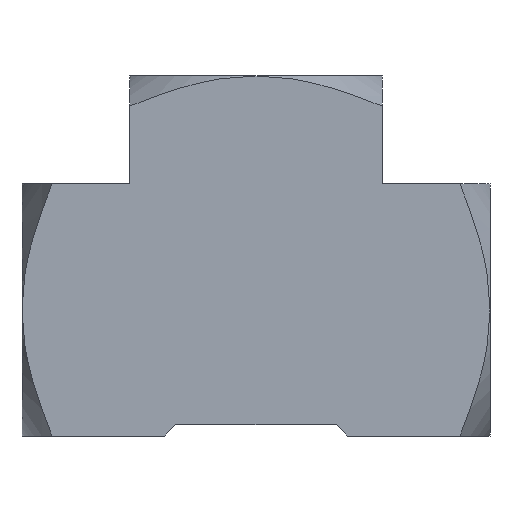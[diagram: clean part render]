
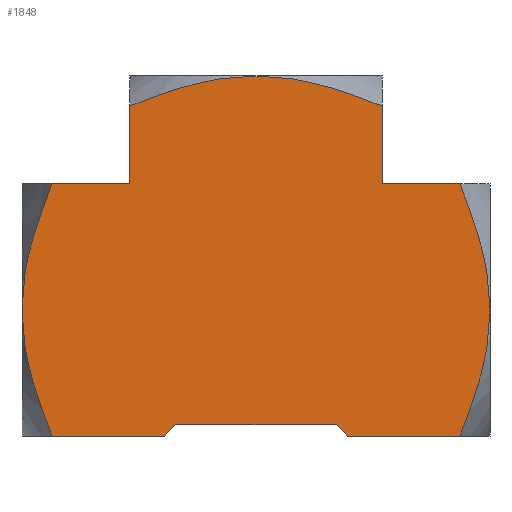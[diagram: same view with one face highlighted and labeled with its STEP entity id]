
A CAD part, front view. The second image highlights one B-rep face of the part: STEP entity #1848.
In plain terms, the highlighted face is planar.
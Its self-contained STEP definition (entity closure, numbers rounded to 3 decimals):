
#289=(
BOUNDED_CURVE()
B_SPLINE_CURVE(2,(#9402,#9403,#9404),.UNSPECIFIED.,.F.,.F.)
B_SPLINE_CURVE_WITH_KNOTS((3,3),(6.999,13.289),
 .UNSPECIFIED.)
CURVE()
GEOMETRIC_REPRESENTATION_ITEM()
RATIONAL_B_SPLINE_CURVE((3.537,4.269,4.269))
REPRESENTATION_ITEM('')
);
#290=(
BOUNDED_CURVE()
B_SPLINE_CURVE(2,(#9406,#9407,#9408),.UNSPECIFIED.,.F.,.F.)
B_SPLINE_CURVE_WITH_KNOTS((3,3),(13.289,19.58),
 .UNSPECIFIED.)
CURVE()
GEOMETRIC_REPRESENTATION_ITEM()
RATIONAL_B_SPLINE_CURVE((4.269,4.269,3.537))
REPRESENTATION_ITEM('')
);
#291=(
BOUNDED_CURVE()
B_SPLINE_CURVE(2,(#9413,#9414,#9415),.UNSPECIFIED.,.F.,.F.)
B_SPLINE_CURVE_WITH_KNOTS((3,3),(5.389,10.553),
 .UNSPECIFIED.)
CURVE()
GEOMETRIC_REPRESENTATION_ITEM()
RATIONAL_B_SPLINE_CURVE((2.923,3.528,3.528))
REPRESENTATION_ITEM('')
);
#292=(
BOUNDED_CURVE()
B_SPLINE_CURVE(2,(#9417,#9418,#9419),.UNSPECIFIED.,.F.,.F.)
B_SPLINE_CURVE_WITH_KNOTS((3,3),(10.553,15.718),
 .UNSPECIFIED.)
CURVE()
GEOMETRIC_REPRESENTATION_ITEM()
RATIONAL_B_SPLINE_CURVE((3.528,3.528,2.923))
REPRESENTATION_ITEM('')
);
#293=(
BOUNDED_CURVE()
B_SPLINE_CURVE(2,(#9424,#9425,#9426),.UNSPECIFIED.,.F.,.F.)
B_SPLINE_CURVE_WITH_KNOTS((3,3),(6.999,13.289),
 .UNSPECIFIED.)
CURVE()
GEOMETRIC_REPRESENTATION_ITEM()
RATIONAL_B_SPLINE_CURVE((3.537,4.269,4.269))
REPRESENTATION_ITEM('')
);
#294=(
BOUNDED_CURVE()
B_SPLINE_CURVE(2,(#9427,#9428,#9429),.UNSPECIFIED.,.F.,.F.)
B_SPLINE_CURVE_WITH_KNOTS((3,3),(13.289,19.58),
 .UNSPECIFIED.)
CURVE()
GEOMETRIC_REPRESENTATION_ITEM()
RATIONAL_B_SPLINE_CURVE((4.269,4.269,3.537))
REPRESENTATION_ITEM('')
);
#372=FACE_OUTER_BOUND('',#483,.T.);
#483=EDGE_LOOP('',(#1511,#1512,#1513,#1514,#1515,#1516,#1517,#1518,#1519,
#1520,#1521,#1522,#1523,#1524,#1525));
#521=LINE('',#2383,#617);
#525=LINE('',#2392,#621);
#529=LINE('',#2399,#625);
#531=LINE('',#2403,#627);
#534=LINE('',#2424,#630);
#605=LINE('',#9410,#701);
#606=LINE('',#9412,#702);
#607=LINE('',#9421,#703);
#608=LINE('',#9423,#704);
#617=VECTOR('',#2024,1.);
#621=VECTOR('',#2030,1.);
#625=VECTOR('',#2036,1.);
#627=VECTOR('',#2040,1000.);
#630=VECTOR('',#2045,1000.);
#701=VECTOR('',#2314,1000.);
#702=VECTOR('',#2315,1000.);
#703=VECTOR('',#2316,1000.);
#704=VECTOR('',#2317,1000.);
#713=VERTEX_POINT('',#2381);
#714=VERTEX_POINT('',#2382);
#717=VERTEX_POINT('',#2390);
#718=VERTEX_POINT('',#2391);
#721=VERTEX_POINT('',#2402);
#726=VERTEX_POINT('',#2420);
#871=VERTEX_POINT('',#8017);
#873=VERTEX_POINT('',#8025);
#884=VERTEX_POINT('',#9394);
#886=VERTEX_POINT('',#9405);
#887=VERTEX_POINT('',#9409);
#888=VERTEX_POINT('',#9411);
#889=VERTEX_POINT('',#9416);
#890=VERTEX_POINT('',#9420);
#891=VERTEX_POINT('',#9422);
#898=EDGE_CURVE('',#713,#714,#521,.T.);
#902=EDGE_CURVE('',#717,#718,#525,.T.);
#906=EDGE_CURVE('',#718,#713,#529,.T.);
#908=EDGE_CURVE('',#721,#717,#531,.T.);
#915=EDGE_CURVE('',#714,#726,#534,.T.);
#1145=EDGE_CURVE('',#726,#884,#289,.T.);
#1146=EDGE_CURVE('',#884,#886,#290,.T.);
#1147=EDGE_CURVE('',#887,#886,#605,.T.);
#1148=EDGE_CURVE('',#887,#888,#606,.T.);
#1149=EDGE_CURVE('',#888,#873,#291,.T.);
#1150=EDGE_CURVE('',#873,#889,#292,.T.);
#1151=EDGE_CURVE('',#890,#889,#607,.T.);
#1152=EDGE_CURVE('',#890,#891,#608,.T.);
#1153=EDGE_CURVE('',#891,#871,#293,.T.);
#1154=EDGE_CURVE('',#871,#721,#294,.T.);
#1511=ORIENTED_EDGE('',*,*,#898,.T.);
#1512=ORIENTED_EDGE('',*,*,#915,.T.);
#1513=ORIENTED_EDGE('',*,*,#1145,.T.);
#1514=ORIENTED_EDGE('',*,*,#1146,.T.);
#1515=ORIENTED_EDGE('',*,*,#1147,.F.);
#1516=ORIENTED_EDGE('',*,*,#1148,.T.);
#1517=ORIENTED_EDGE('',*,*,#1149,.T.);
#1518=ORIENTED_EDGE('',*,*,#1150,.T.);
#1519=ORIENTED_EDGE('',*,*,#1151,.F.);
#1520=ORIENTED_EDGE('',*,*,#1152,.T.);
#1521=ORIENTED_EDGE('',*,*,#1153,.T.);
#1522=ORIENTED_EDGE('',*,*,#1154,.T.);
#1523=ORIENTED_EDGE('',*,*,#908,.T.);
#1524=ORIENTED_EDGE('',*,*,#902,.T.);
#1525=ORIENTED_EDGE('',*,*,#906,.T.);
#1770=PLANE('',#1991);
#1848=ADVANCED_FACE('',(#372),#1770,.T.);
#1991=AXIS2_PLACEMENT_3D('',#9401,#2312,#2313);
#2024=DIRECTION('',(0.707,-0.707,0.));
#2030=DIRECTION('',(0.707,0.707,0.));
#2036=DIRECTION('',(1.,0.,0.));
#2040=DIRECTION('',(1.,0.,0.));
#2045=DIRECTION('',(1.,0.,0.));
#2312=DIRECTION('center_axis',(0.,0.,
1.));
#2313=DIRECTION('ref_axis',(0.,-1.,0.));
#2314=DIRECTION('',(1.,0.,0.));
#2315=DIRECTION('',(0.,1.,0.));
#2316=DIRECTION('',(0.,1.,0.));
#2317=DIRECTION('',(-1.,0.,0.));
#2381=CARTESIAN_POINT('',(10.095,-14.461,15.875));
#2382=CARTESIAN_POINT('',(11.509,-15.875,15.875));
#2383=CARTESIAN_POINT('',(0.695,-5.06,15.875));
#2390=CARTESIAN_POINT('',(-11.509,-15.875,15.875));
#2391=CARTESIAN_POINT('',(-10.095,-14.461,15.875));
#2392=CARTESIAN_POINT('',(0.013,-4.353,15.875));
#2399=CARTESIAN_POINT('',(5.048,-14.461,15.875));
#2402=CARTESIAN_POINT('',(-25.668,-15.875,15.875));
#2403=CARTESIAN_POINT('',(0.,-15.875,15.875));
#2420=CARTESIAN_POINT('',(25.668,-15.875,15.875));
#2424=CARTESIAN_POINT('',(0.,-15.875,15.875));
#8017=CARTESIAN_POINT('',(-29.464,0.,15.875));
#8025=CARTESIAN_POINT('',(0.,29.464,15.875));
#9394=CARTESIAN_POINT('',(29.464,0.,15.875));
#9401=CARTESIAN_POINT('Origin',(0.,15.875,15.875));
#9402=CARTESIAN_POINT('Ctrl Pts',(25.668,-15.875,15.875));
#9403=CARTESIAN_POINT('Ctrl Pts',(29.464,-6.576,15.875));
#9404=CARTESIAN_POINT('Ctrl Pts',(29.464,0.,
15.875));
#9405=CARTESIAN_POINT('',(25.668,15.875,15.875));
#9406=CARTESIAN_POINT('Ctrl Pts',(29.464,0.,
15.875));
#9407=CARTESIAN_POINT('Ctrl Pts',(29.464,6.576,15.875));
#9408=CARTESIAN_POINT('Ctrl Pts',(25.668,15.875,15.875));
#9409=CARTESIAN_POINT('',(15.875,15.875,15.875));
#9410=CARTESIAN_POINT('',(0.,15.875,15.875));
#9411=CARTESIAN_POINT('',(15.875,25.668,15.875));
#9412=CARTESIAN_POINT('',(15.875,0.,15.875));
#9413=CARTESIAN_POINT('Ctrl Pts',(15.875,25.668,15.875));
#9414=CARTESIAN_POINT('Ctrl Pts',(6.576,29.464,15.875));
#9415=CARTESIAN_POINT('Ctrl Pts',(0.,29.464,15.875));
#9416=CARTESIAN_POINT('',(-15.875,25.668,15.875));
#9417=CARTESIAN_POINT('Ctrl Pts',(0.,29.464,15.875));
#9418=CARTESIAN_POINT('Ctrl Pts',(-6.576,29.464,15.875));
#9419=CARTESIAN_POINT('Ctrl Pts',(-15.875,25.668,15.875));
#9420=CARTESIAN_POINT('',(-15.875,15.875,15.875));
#9421=CARTESIAN_POINT('',(-15.875,0.,15.875));
#9422=CARTESIAN_POINT('',(-25.668,15.875,15.875));
#9423=CARTESIAN_POINT('',(0.,15.875,15.875));
#9424=CARTESIAN_POINT('Ctrl Pts',(-25.668,15.875,15.875));
#9425=CARTESIAN_POINT('Ctrl Pts',(-29.464,6.576,15.875));
#9426=CARTESIAN_POINT('Ctrl Pts',(-29.464,0.,
15.875));
#9427=CARTESIAN_POINT('Ctrl Pts',(-29.464,0.,
15.875));
#9428=CARTESIAN_POINT('Ctrl Pts',(-29.464,-6.576,15.875));
#9429=CARTESIAN_POINT('Ctrl Pts',(-25.668,-15.875,15.875));
